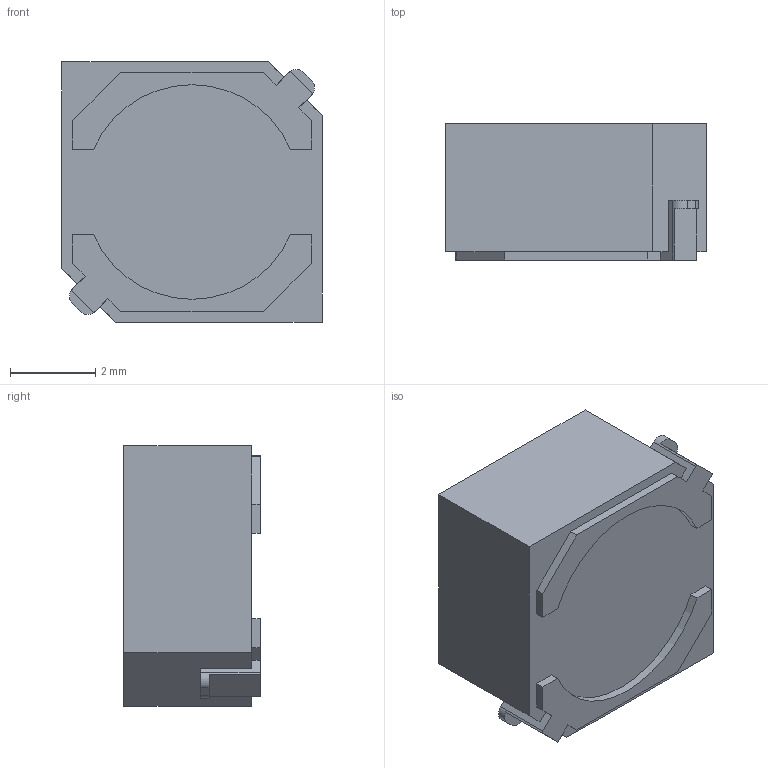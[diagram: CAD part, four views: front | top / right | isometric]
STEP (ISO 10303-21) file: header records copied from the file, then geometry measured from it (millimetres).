
FILE_DESCRIPTION (( 'STEP AP214' ), '1' );
FILE_NAME ('Coilcraft-MSS6132.STEP', '2022-03-18T09:12:49', ( '' ), ( '' ), 'SwSTEP 2.0', 'SolidWorks 2021', '' );
FILE_SCHEMA (( 'AUTOMOTIVE_DESIGN' ));
Length unit declared in the file: millimetre
Products named in the file (1): Coilcraft-MSS6132
Bounding box: 6.1 x 3.2 x 6.1 mm (x, y, z)
Volume: 108.6 mm3; surface area: 183.8 mm2
Topology: 1 solids, 1 shells, 54 faces, 171 edges, 124 vertices
Faces by surface type: plane 43, cylinder 11
Entity records: 2298 total; most frequent: CARTESIAN_POINT 566, ORIENTED_EDGE 342, DIRECTION 277, EDGE_CURVE 171, VERTEX_POINT 124, LINE 115, VECTOR 115, AXIS2_PLACEMENT_3D 81
